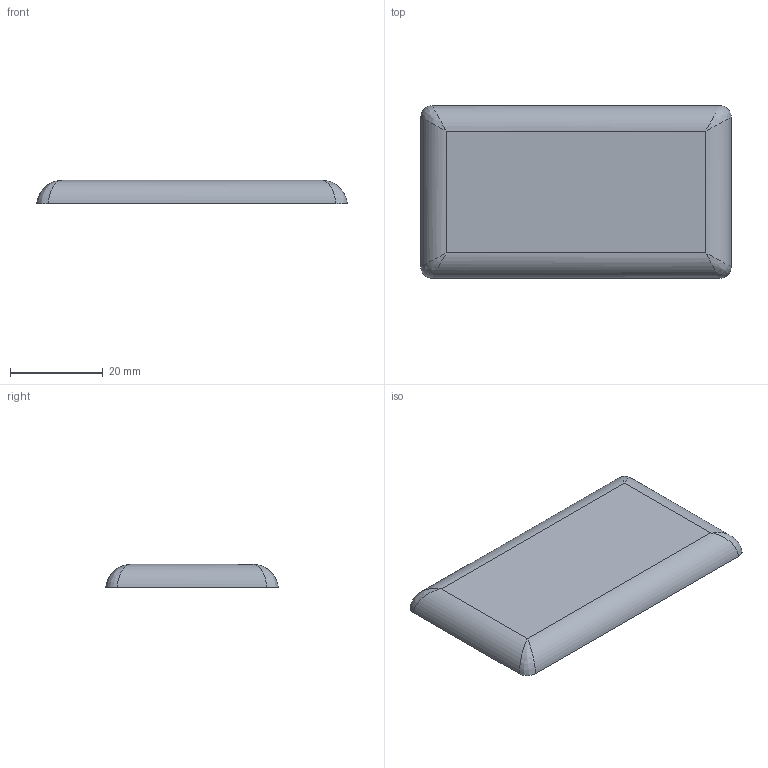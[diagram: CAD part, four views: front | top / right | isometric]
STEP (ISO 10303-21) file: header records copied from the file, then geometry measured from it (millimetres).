
FILE_DESCRIPTION(/* description */ (''),/* implementation_level */ '2;1');
FILE_NAME(/* name */ 'head.step',/* time_stamp */ '2025-12-11T00:59:24+05:30',/* author */ (''),/* organization */ (''),/* preprocessor_version */ 'ST-DEVELOPER v20.1',/* originating_system */ 'Autodesk Translation Framework v14.21.0.0',/* authorisation */ '');
FILE_SCHEMA (('AUTOMOTIVE_DESIGN { 1 0 10303 214 3 1 1 }'));
Length unit declared in the file: millimetre
Products named in the file (1): 2025-12-11-00-59-24-047
Bounding box: 66.88 x 37.2 x 5 mm (x, y, z)
Volume: 11157.6 mm3; surface area: 5490.8 mm2
Topology: 1 solids, 1 shells, 10 faces, 24 edges, 12 vertices
Faces by surface type: bspline 4, cylinder 4, plane 2
Entity records: 433 total; most frequent: CARTESIAN_POINT 203, ORIENTED_EDGE 40, DIRECTION 38, EDGE_CURVE 20, AXIS2_PLACEMENT_3D 15, VERTEX_POINT 12, FACE_OUTER_BOUND 10, EDGE_LOOP 10
